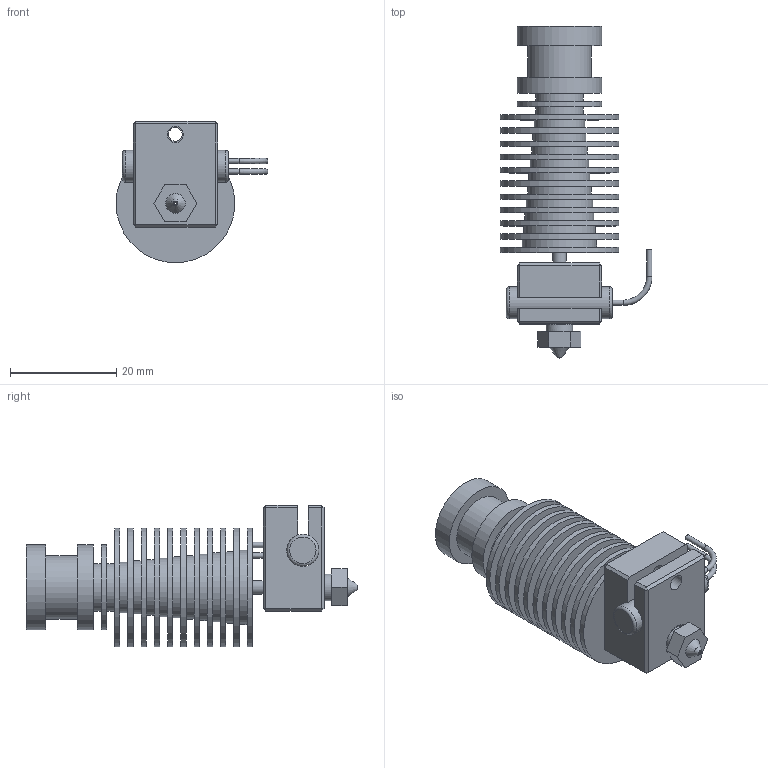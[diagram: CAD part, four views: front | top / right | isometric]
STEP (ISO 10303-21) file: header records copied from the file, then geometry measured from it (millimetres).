
FILE_DESCRIPTION(/* description */ (''),/* implementation_level */ '2;1');
FILE_NAME(/* name */ 'E3D-HotEnd.stp',/* time_stamp */ '2015-02-08T07:50:41+03:00',/* author */ ('Parabolik'),/* organization */ (''),/* preprocessor_version */ 'ST-DEVELOPER v15.6',/* originating_system */ 'Autodesk Inventor 2015',/* authorisation */ '');
FILE_SCHEMA (('AUTOMOTIVE_DESIGN { 1 0 10303 214 3 1 1 }'));
Length unit declared in the file: millimetre
Products named in the file (6): heater; heater-cartrig; nozzle-0,4; Heat Break; HeatSink; E3D-HotEnd
Bounding box: 28.65 x 62.6 x 26.7 mm (x, y, z)
Volume: 11298 mm3; surface area: 13977.5 mm2
Topology: 5 solids, 5 shells, 188 faces, 508 edges, 477 vertices
Faces by surface type: plane 83, cylinder 77, cone 14, bspline 10, torus 4
Full cylindrical faces by diameter (mm): 0.4 x1, 1 x4, 1.2 x1, 1.5 x1, 1.8 x1, 1.9 x1, 2 x2, 2.6 x1, 2.621 x2, 3.023 x1, 4 x2, 4.5 x1, 5 x6, 6 x12, 8 x1, 9 x2, 9.5 x1, 10 x1, 10.5 x1, 11 x1, 11.5 x1, 12 x2, 12.5 x1, 13 x1, 13.5 x1, 14 x1, 16 x3, 22.4 x11
Entity records: 9841 total; most frequent: CARTESIAN_POINT 5870, DIRECTION 817, ORIENTED_EDGE 526, AXIS2_PLACEMENT_3D 308, EDGE_LOOP 282, EDGE_CURVE 263, LINE 201, VECTOR 201
